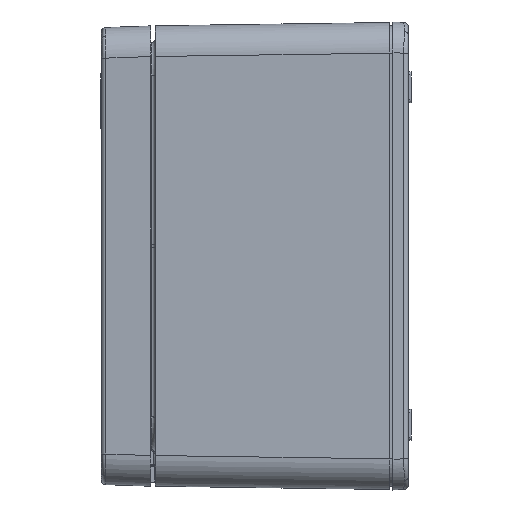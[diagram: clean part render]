
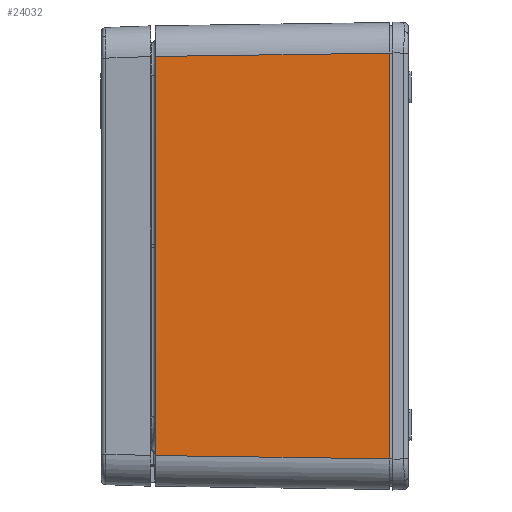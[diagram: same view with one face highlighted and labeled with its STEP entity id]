
A CAD part, left-side view. The second image highlights one B-rep face of the part: STEP entity #24032.
In plain terms, the highlighted planar face has unit normal (-1, 0.014, 0).
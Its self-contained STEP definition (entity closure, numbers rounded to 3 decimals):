
#24032 = ADVANCED_FACE ( 'NONE', ( #41316 ), #41324, .T. ) ;
#28893 = EDGE_CURVE ( 'NONE', #36824, #36827, #114833, .T. ) ;
#29116 = EDGE_CURVE ( 'NONE', #36845, #36824, #115630, .T. ) ;
#29154 = EDGE_CURVE ( 'NONE', #36827, #36495, #115719, .T. ) ;
#29162 = EDGE_CURVE ( 'NONE', #36495, #36845, #115740, .T. ) ;
#32661 = AXIS2_PLACEMENT_3D ( 'NONE', #41335, #41343, #41345 ) ;
#36118 = ORIENTED_EDGE ( 'NONE', *, *, #29154, .T. ) ;
#36131 = ORIENTED_EDGE ( 'NONE', *, *, #28893, .T. ) ;
#36132 = ORIENTED_EDGE ( 'NONE', *, *, #29116, .T. ) ;
#36133 = ORIENTED_EDGE ( 'NONE', *, *, #29162, .T. ) ;
#36495 = VERTEX_POINT ( 'NONE', #117818 ) ;
#36824 = VERTEX_POINT ( 'NONE', #118147 ) ;
#36827 = VERTEX_POINT ( 'NONE', #118150 ) ;
#36845 = VERTEX_POINT ( 'NONE', #118168 ) ;
#41316 = FACE_OUTER_BOUND ( 'NONE', #64172, .T. ) ;
#41324 = PLANE ( 'NONE',  #32661 ) ;
#41335 = CARTESIAN_POINT ( 'NONE',  ( -202.25, -5.5, -152.25 ) ) ;
#41343 = DIRECTION ( 'NONE',  ( -1., 0.014, 0. ) ) ;
#41345 = DIRECTION ( 'NONE',  ( -0.014, -1., 0. ) ) ;
#64172 = EDGE_LOOP ( 'NONE', ( #36118, #36133, #36132, #36131 ) ) ;
#112022 = VECTOR ( 'NONE', #114836, 1000. ) ;
#112349 = VECTOR ( 'NONE', #115636, 1000. ) ;
#112389 = VECTOR ( 'NONE', #115731, 1000. ) ;
#112392 = VECTOR ( 'NONE', #115745, 1000. ) ;
#114833 = LINE ( 'NONE', #114835, #112022 ) ;
#114835 = CARTESIAN_POINT ( 'NONE',  ( -202.173, 0., -152.25 ) ) ;
#114836 = DIRECTION ( 'NONE',  ( 0., 0., 1. ) ) ;
#115630 = LINE ( 'NONE', #115634, #112349 ) ;
#115634 = CARTESIAN_POINT ( 'NONE',  ( -202.254, -5.779, -132.256 ) ) ;
#115636 = DIRECTION ( 'NONE',  ( -0.014, -1., -0.014 ) ) ;
#115719 = LINE ( 'NONE', #115729, #112389 ) ;
#115729 = CARTESIAN_POINT ( 'NONE',  ( -202.195, -1.529, 132.196 ) ) ;
#115731 = DIRECTION ( 'NONE',  ( 0.014, 1., -0.014 ) ) ;
#115740 = LINE ( 'NONE', #115743, #112392 ) ;
#115743 = CARTESIAN_POINT ( 'NONE',  ( -200.051, 152.007, -130.046 ) ) ;
#115745 = DIRECTION ( 'NONE',  ( 0., 0., -1. ) ) ;
#117818 = CARTESIAN_POINT ( 'NONE',  ( -200.051, 152.007, 130.053 ) ) ;
#118147 = CARTESIAN_POINT ( 'NONE',  ( -202.173, 0., -132.175 ) ) ;
#118150 = CARTESIAN_POINT ( 'NONE',  ( -202.173, 0., 132.175 ) ) ;
#118168 = CARTESIAN_POINT ( 'NONE',  ( -200.051, 152.007, -130.053 ) ) ;
